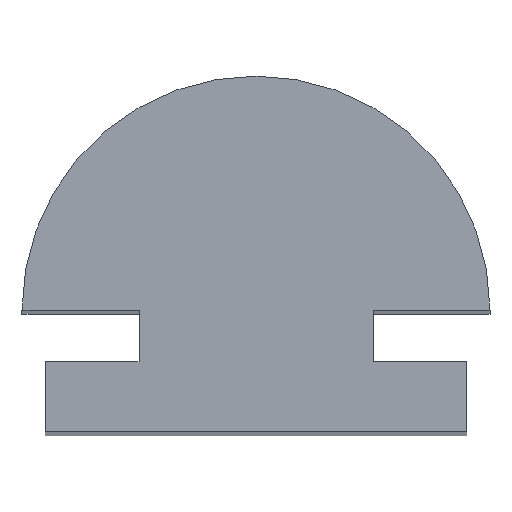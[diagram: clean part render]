
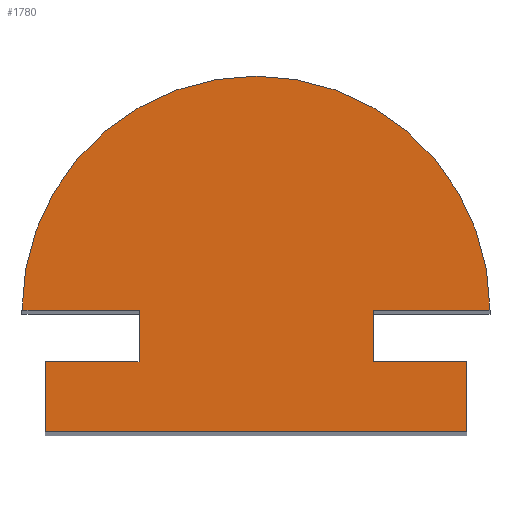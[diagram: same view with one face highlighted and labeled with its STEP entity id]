
A CAD part, top view. The second image highlights one B-rep face of the part: STEP entity #1780.
In plain terms, the highlighted planar face has unit normal (0, 0, 1).
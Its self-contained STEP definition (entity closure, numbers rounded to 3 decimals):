
#900=CARTESIAN_POINT('',(0.,0.,100.));
#910=DIRECTION('',(0.,0.,1.));
#920=DIRECTION('',(1.,0.,0.));
#930=AXIS2_PLACEMENT_3D('',#900,#910,#920);
#940=PLANE('',#930);
#950=CARTESIAN_POINT('',(-9.892,1.795,100.));
#960=DIRECTION('',(0.,-1.,0.));
#970=VECTOR('',#960,1.);
#980=LINE('',#950,#970);
#990=CARTESIAN_POINT('',(-9.892,-0.405,100.));
#1000=VERTEX_POINT('',#990);
#1010=CARTESIAN_POINT('',(-9.892,-3.405,100.));
#1020=VERTEX_POINT('',#1010);
#1030=EDGE_CURVE('',#1000,#1020,#980,.T.);
#1040=ORIENTED_EDGE('',*,*,#1030,.T.);
#1050=CARTESIAN_POINT('',(-0.892,-0.405,100.));
#1060=DIRECTION('',(-1.,0.,0.));
#1070=VECTOR('',#1060,1.);
#1080=LINE('',#1050,#1070);
#1090=CARTESIAN_POINT('',(-5.892,-0.405,100.));
#1100=VERTEX_POINT('',#1090);
#1110=EDGE_CURVE('',#1100,#1000,#1080,.T.);
#1120=ORIENTED_EDGE('',*,*,#1110,.T.);
#1130=CARTESIAN_POINT('',(-5.892,1.795,100.));
#1140=DIRECTION('',(0.,-1.,0.));
#1150=VECTOR('',#1140,1.);
#1160=LINE('',#1130,#1150);
#1170=CARTESIAN_POINT('',(-5.892,1.795,100.));
#1180=VERTEX_POINT('',#1170);
#1190=EDGE_CURVE('',#1180,#1100,#1160,.T.);
#1200=ORIENTED_EDGE('',*,*,#1190,.T.);
#1210=CARTESIAN_POINT('',(-0.892,1.795,100.));
#1220=DIRECTION('',(-1.,0.,0.));
#1230=VECTOR('',#1220,1.);
#1240=LINE('',#1210,#1230);
#1250=CARTESIAN_POINT('',(-10.892,1.795,100.));
#1260=VERTEX_POINT('',#1250);
#1270=EDGE_CURVE('',#1180,#1260,#1240,.T.);
#1280=ORIENTED_EDGE('',*,*,#1270,.F.);
#1290=CARTESIAN_POINT('',(-0.892,1.795,100.));
#1300=DIRECTION('',(0.,0.,-1.));
#1310=DIRECTION('',(1.,0.,0.));
#1320=AXIS2_PLACEMENT_3D('',#1290,#1300,#1310);
#1330=CIRCLE('',#1320,10.);
#1340=CARTESIAN_POINT('',(9.108,1.795,100.));
#1350=VERTEX_POINT('',#1340);
#1360=EDGE_CURVE('',#1260,#1350,#1330,.T.);
#1370=ORIENTED_EDGE('',*,*,#1360,.F.);
#1380=CARTESIAN_POINT('',(-0.892,1.795,100.));
#1390=DIRECTION('',(-1.,0.,0.));
#1400=VECTOR('',#1390,1.);
#1410=LINE('',#1380,#1400);
#1420=CARTESIAN_POINT('',(4.108,1.795,100.));
#1430=VERTEX_POINT('',#1420);
#1440=EDGE_CURVE('',#1350,#1430,#1410,.T.);
#1450=ORIENTED_EDGE('',*,*,#1440,.F.);
#1460=CARTESIAN_POINT('',(4.108,1.795,100.));
#1470=DIRECTION('',(0.,1.,0.));
#1480=VECTOR('',#1470,1.);
#1490=LINE('',#1460,#1480);
#1500=CARTESIAN_POINT('',(4.108,-0.405,100.));
#1510=VERTEX_POINT('',#1500);
#1520=EDGE_CURVE('',#1510,#1430,#1490,.T.);
#1530=ORIENTED_EDGE('',*,*,#1520,.T.);
#1540=CARTESIAN_POINT('',(-0.892,-0.405,100.));
#1550=DIRECTION('',(-1.,0.,0.));
#1560=VECTOR('',#1550,1.);
#1570=LINE('',#1540,#1560);
#1580=CARTESIAN_POINT('',(8.108,-0.405,100.));
#1590=VERTEX_POINT('',#1580);
#1600=EDGE_CURVE('',#1590,#1510,#1570,.T.);
#1610=ORIENTED_EDGE('',*,*,#1600,.T.);
#1620=CARTESIAN_POINT('',(8.108,1.795,100.));
#1630=DIRECTION('',(0.,1.,0.));
#1640=VECTOR('',#1630,1.);
#1650=LINE('',#1620,#1640);
#1660=CARTESIAN_POINT('',(8.108,-3.405,100.));
#1670=VERTEX_POINT('',#1660);
#1680=EDGE_CURVE('',#1670,#1590,#1650,.T.);
#1690=ORIENTED_EDGE('',*,*,#1680,.T.);
#1700=CARTESIAN_POINT('',(-0.892,-3.405,100.));
#1710=DIRECTION('',(1.,0.,0.));
#1720=VECTOR('',#1710,1.);
#1730=LINE('',#1700,#1720);
#1740=EDGE_CURVE('',#1020,#1670,#1730,.T.);
#1750=ORIENTED_EDGE('',*,*,#1740,.T.);
#1760=EDGE_LOOP('',(#1750,#1690,#1610,#1530,#1450,#1370,#1280,#1200,
#1120,#1040));
#1770=FACE_OUTER_BOUND('',#1760,.T.);
#1780=ADVANCED_FACE('',(#1770),#940,.T.);
